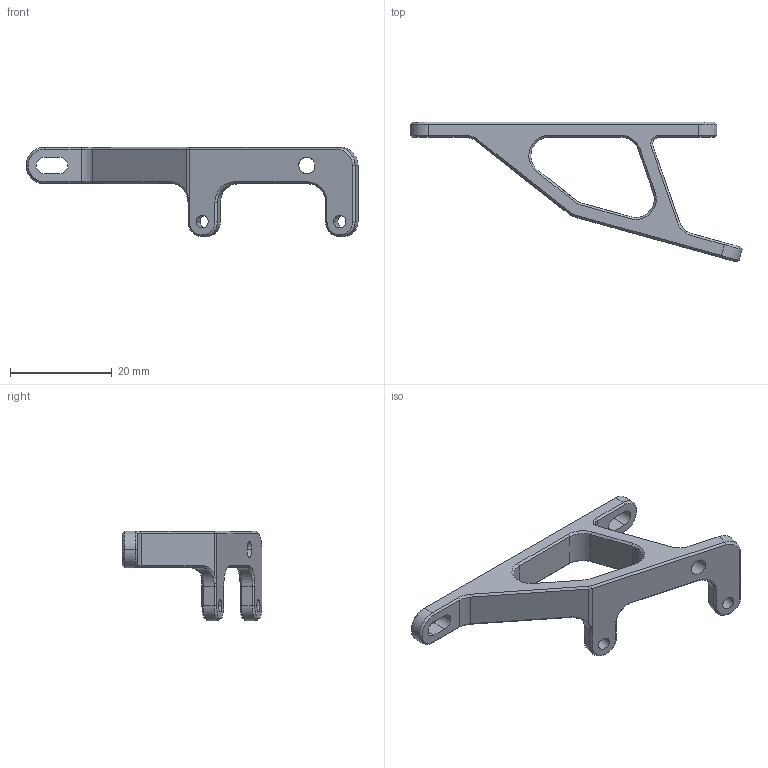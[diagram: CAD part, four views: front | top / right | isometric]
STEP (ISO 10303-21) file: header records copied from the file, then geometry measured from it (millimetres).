
FILE_DESCRIPTION (( 'STEP AP214' ), '1' );
FILE_NAME ('Stealthburner_Camera_Mount_A.STEP', '2023-01-21T03:52:40', ( '' ), ( '' ), 'SwSTEP 2.0', 'SolidWorks 2023', '' );
FILE_SCHEMA (( 'AUTOMOTIVE_DESIGN' ));
Length unit declared in the file: millimetre
Products named in the file (1): Stealthburner_Camera_Mount_A
Bounding box: 65.14 x 27.43 x 17.6 mm (x, y, z)
Volume: 3306.7 mm3; surface area: 2902.7 mm2
Topology: 1 solids, 1 shells, 121 faces, 298 edges, 177 vertices
Faces by surface type: plane 51, cone 34, cylinder 32, bspline 4
Entity records: 4026 total; most frequent: CARTESIAN_POINT 1135, DIRECTION 603, ORIENTED_EDGE 596, EDGE_CURVE 298, AXIS2_PLACEMENT_3D 210, LINE 183, VECTOR 183, VERTEX_POINT 177
